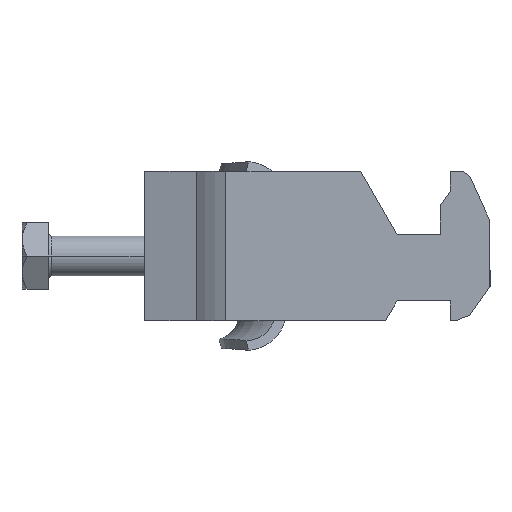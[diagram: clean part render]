
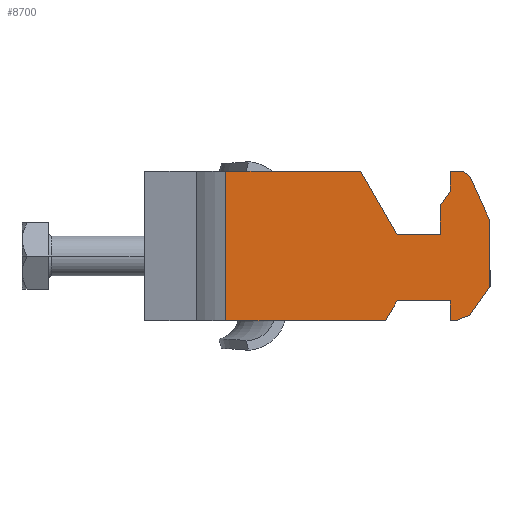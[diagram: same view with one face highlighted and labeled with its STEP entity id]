
A CAD part, left-side view. The second image highlights one B-rep face of the part: STEP entity #8700.
In plain terms, the highlighted planar face has unit normal (-1, 0, 0).
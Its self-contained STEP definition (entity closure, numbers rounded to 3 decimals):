
#145 = ORIENTED_EDGE ( 'NONE', *, *, #8181, .F. ) ;
#170 = CARTESIAN_POINT ( 'NONE',  ( -13.5, -46., 11.25 ) ) ;
#241 = LINE ( 'NONE', #2314, #3657 ) ;
#330 = CARTESIAN_POINT ( 'NONE',  ( -13.5, -55.665, -4.482 ) ) ;
#337 = CARTESIAN_POINT ( 'NONE',  ( -13.5, -12.208, 11.25 ) ) ;
#377 = CARTESIAN_POINT ( 'NONE',  ( -13.5, -91., 11.25 ) ) ;
#421 = EDGE_CURVE ( 'NONE', #7681, #6481, #6616, .T. ) ;
#479 = CARTESIAN_POINT ( 'NONE',  ( -13.5, -47.136, -14.075 ) ) ;
#774 = LINE ( 'NONE', #8203, #9231 ) ;
#814 = VECTOR ( 'NONE', #11915, 1000. ) ;
#893 = EDGE_CURVE ( 'NONE', #2472, #4397, #6600, .T. ) ;
#1330 = DIRECTION ( 'NONE',  ( 0., -0.407, -0.914 ) ) ;
#1332 = ORIENTED_EDGE ( 'NONE', *, *, #421, .F. ) ;
#1335 = EDGE_CURVE ( 'NONE', #2303, #8322, #12161, .T. ) ;
#1364 = LINE ( 'NONE', #5478, #8269 ) ;
#1394 = VERTEX_POINT ( 'NONE', #3592 ) ;
#1623 = ORIENTED_EDGE ( 'NONE', *, *, #12149, .F. ) ;
#1626 = CARTESIAN_POINT ( 'NONE',  ( -13.5, -38., 1.75 ) ) ;
#1683 = ORIENTED_EDGE ( 'NONE', *, *, #11471, .F. ) ;
#1819 = VECTOR ( 'NONE', #10327, 1000. ) ;
#1912 = VECTOR ( 'NONE', #8725, 1000. ) ;
#1963 = EDGE_CURVE ( 'NONE', #4756, #6217, #2605, .T. ) ;
#1987 = CARTESIAN_POINT ( 'NONE',  ( -13.5, -52., -6.075 ) ) ;
#2055 = EDGE_CURVE ( 'NONE', #10638, #3509, #774, .T. ) ;
#2112 = DIRECTION ( 'NONE',  ( 0., 0., 1. ) ) ;
#2132 = ORIENTED_EDGE ( 'NONE', *, *, #1963, .F. ) ;
#2258 = CARTESIAN_POINT ( 'NONE',  ( -13.5, -52., 3.75 ) ) ;
#2282 = ORIENTED_EDGE ( 'NONE', *, *, #12641, .F. ) ;
#2296 = DIRECTION ( 'NONE',  ( 1., 0., 0. ) ) ;
#2303 = VERTEX_POINT ( 'NONE', #12923 ) ;
#2314 = CARTESIAN_POINT ( 'NONE',  ( -13.5, -46., 11.25 ) ) ;
#2417 = LINE ( 'NONE', #8006, #11171 ) ;
#2472 = VERTEX_POINT ( 'NONE', #9018 ) ;
#2498 = EDGE_CURVE ( 'NONE', #11421, #11658, #12234, .T. ) ;
#2523 = CARTESIAN_POINT ( 'NONE',  ( -13.5, -49., -10.36 ) ) ;
#2552 = EDGE_CURVE ( 'NONE', #8322, #4756, #9270, .T. ) ;
#2578 = EDGE_CURVE ( 'NONE', #6481, #3509, #241, .T. ) ;
#2605 = LINE ( 'NONE', #7818, #814 ) ;
#2713 = DIRECTION ( 'NONE',  ( 0., 1., 0. ) ) ;
#2732 = EDGE_CURVE ( 'NONE', #8947, #11187, #2844, .T. ) ;
#2797 = DIRECTION ( 'NONE',  ( 0., 0.574, -0.819 ) ) ;
#2844 = LINE ( 'NONE', #2909, #10508 ) ;
#2909 = CARTESIAN_POINT ( 'NONE',  ( -13.5, -91., -11.25 ) ) ;
#2997 = DIRECTION ( 'NONE',  ( 0., 1., 0. ) ) ;
#3006 = DIRECTION ( 'NONE',  ( 0., 0., -1. ) ) ;
#3185 = ORIENTED_EDGE ( 'NONE', *, *, #2552, .F. ) ;
#3272 = LINE ( 'NONE', #4088, #7811 ) ;
#3489 = ORIENTED_EDGE ( 'NONE', *, *, #10636, .F. ) ;
#3497 = ORIENTED_EDGE ( 'NONE', *, *, #2578, .F. ) ;
#3509 = VERTEX_POINT ( 'NONE', #7344 ) ;
#3592 = CARTESIAN_POINT ( 'NONE',  ( -13.5, -32.515, 11.25 ) ) ;
#3634 = CARTESIAN_POINT ( 'NONE',  ( -13.5, -46., 8.25 ) ) ;
#3657 = VECTOR ( 'NONE', #5351, 1000. ) ;
#3690 = ORIENTED_EDGE ( 'NONE', *, *, #2732, .F. ) ;
#4088 = CARTESIAN_POINT ( 'NONE',  ( -13.5, -92.081, 8.821 ) ) ;
#4201 = ORIENTED_EDGE ( 'NONE', *, *, #11319, .F. ) ;
#4397 = VERTEX_POINT ( 'NONE', #2258 ) ;
#4459 = DIRECTION ( 'NONE',  ( 0., 0., 1. ) ) ;
#4460 = EDGE_LOOP ( 'NONE', ( #5155, #2132, #3185, #6801, #1683, #7255, #9096, #11402, #3489, #12021, #3497, #1332, #145, #4201, #1623, #12492, #2282, #3690 ) ) ;
#4480 = DIRECTION ( 'NONE',  ( 0., -0.5, -0.866 ) ) ;
#4536 = CARTESIAN_POINT ( 'NONE',  ( -13.5, -62.214, 31.406 ) ) ;
#4756 = VERTEX_POINT ( 'NONE', #8656 ) ;
#5155 = ORIENTED_EDGE ( 'NONE', *, *, #7691, .F. ) ;
#5299 = LINE ( 'NONE', #8419, #11620 ) ;
#5351 = DIRECTION ( 'NONE',  ( 0., 0., 1. ) ) ;
#5400 = CARTESIAN_POINT ( 'NONE',  ( -13.5, -12.208, -11.25 ) ) ;
#5458 = LINE ( 'NONE', #337, #9307 ) ;
#5470 = VERTEX_POINT ( 'NONE', #1626 ) ;
#5478 = CARTESIAN_POINT ( 'NONE',  ( -13.5, -73.233, -9.923 ) ) ;
#5510 = CARTESIAN_POINT ( 'NONE',  ( -13.5, -38., -8.25 ) ) ;
#5589 = VECTOR ( 'NONE', #11600, 1000. ) ;
#5767 = EDGE_CURVE ( 'NONE', #4397, #11421, #5299, .T. ) ;
#5845 = DIRECTION ( 'NONE',  ( 0., -1., 0. ) ) ;
#6217 = VERTEX_POINT ( 'NONE', #5510 ) ;
#6353 = CARTESIAN_POINT ( 'NONE',  ( -13.5, -59.694, 29.325 ) ) ;
#6481 = VERTEX_POINT ( 'NONE', #3634 ) ;
#6492 = FACE_OUTER_BOUND ( 'NONE', #4460, .T. ) ;
#6564 = PLANE ( 'NONE',  #6952 ) ;
#6600 = LINE ( 'NONE', #330, #13108 ) ;
#6616 = LINE ( 'NONE', #4536, #1912 ) ;
#6801 = ORIENTED_EDGE ( 'NONE', *, *, #1335, .F. ) ;
#6952 = AXIS2_PLACEMENT_3D ( 'NONE', #7584, #2296, #7447 ) ;
#7255 = ORIENTED_EDGE ( 'NONE', *, *, #2498, .F. ) ;
#7335 = DIRECTION ( 'NONE',  ( 0., 0.914, -0.407 ) ) ;
#7344 = CARTESIAN_POINT ( 'NONE',  ( -13.5, -46., 11.25 ) ) ;
#7386 = VECTOR ( 'NONE', #7470, 1000. ) ;
#7447 = DIRECTION ( 'NONE',  ( 0., 1., 0. ) ) ;
#7470 = DIRECTION ( 'NONE',  ( 0., 1., 0. ) ) ;
#7584 = CARTESIAN_POINT ( 'NONE',  ( -13.5, -91., 11.25 ) ) ;
#7620 = VERTEX_POINT ( 'NONE', #12412 ) ;
#7681 = VERTEX_POINT ( 'NONE', #11463 ) ;
#7691 = EDGE_CURVE ( 'NONE', #6217, #8947, #10588, .T. ) ;
#7811 = VECTOR ( 'NONE', #7335, 1000. ) ;
#7818 = CARTESIAN_POINT ( 'NONE',  ( -13.5, -91., -8.25 ) ) ;
#7945 = CARTESIAN_POINT ( 'NONE',  ( -13.5, -72.971, 23.874 ) ) ;
#7957 = VECTOR ( 'NONE', #2112, 1000. ) ;
#8006 = CARTESIAN_POINT ( 'NONE',  ( -13.5, -44.5, 11.25 ) ) ;
#8181 = EDGE_CURVE ( 'NONE', #7620, #7681, #2417, .T. ) ;
#8203 = CARTESIAN_POINT ( 'NONE',  ( -13.5, -91., 11.25 ) ) ;
#8269 = VECTOR ( 'NONE', #8864, 1000. ) ;
#8322 = VERTEX_POINT ( 'NONE', #12168 ) ;
#8419 = CARTESIAN_POINT ( 'NONE',  ( -13.5, -52., 11.25 ) ) ;
#8656 = CARTESIAN_POINT ( 'NONE',  ( -13.5, -46., -8.25 ) ) ;
#8667 = CARTESIAN_POINT ( 'NONE',  ( -13.5, -48., 11.25 ) ) ;
#8700 = ADVANCED_FACE ( 'NONE', ( #6492 ), #6564, .F. ) ;
#8725 = DIRECTION ( 'NONE',  ( 0., -0.574, 0.819 ) ) ;
#8864 = DIRECTION ( 'NONE',  ( 0., -0.766, -0.643 ) ) ;
#8901 = CARTESIAN_POINT ( 'NONE',  ( -13.5, -91., 1.75 ) ) ;
#8947 = VERTEX_POINT ( 'NONE', #10729 ) ;
#9018 = CARTESIAN_POINT ( 'NONE',  ( -13.5, -49.055, 10.365 ) ) ;
#9096 = ORIENTED_EDGE ( 'NONE', *, *, #5767, .F. ) ;
#9231 = VECTOR ( 'NONE', #2997, 1000. ) ;
#9270 = LINE ( 'NONE', #170, #7957 ) ;
#9307 = VECTOR ( 'NONE', #4459, 1000. ) ;
#9595 = LINE ( 'NONE', #479, #12098 ) ;
#9835 = LINE ( 'NONE', #8901, #13008 ) ;
#9878 = VECTOR ( 'NONE', #2797, 1000. ) ;
#10182 = VERTEX_POINT ( 'NONE', #10879 ) ;
#10327 = DIRECTION ( 'NONE',  ( 0., 1., 0. ) ) ;
#10508 = VECTOR ( 'NONE', #2713, 1000. ) ;
#10588 = LINE ( 'NONE', #6353, #5589 ) ;
#10636 = EDGE_CURVE ( 'NONE', #10638, #2472, #1364, .T. ) ;
#10638 = VERTEX_POINT ( 'NONE', #8667 ) ;
#10729 = CARTESIAN_POINT ( 'NONE',  ( -13.5, -36.268, -11.25 ) ) ;
#10879 = CARTESIAN_POINT ( 'NONE',  ( -13.5, -12.208, 11.25 ) ) ;
#11171 = VECTOR ( 'NONE', #12094, 1000. ) ;
#11187 = VERTEX_POINT ( 'NONE', #5400 ) ;
#11319 = EDGE_CURVE ( 'NONE', #5470, #7620, #9835, .T. ) ;
#11335 = CARTESIAN_POINT ( 'NONE',  ( -13.5, -91., -11.25 ) ) ;
#11402 = ORIENTED_EDGE ( 'NONE', *, *, #893, .F. ) ;
#11421 = VERTEX_POINT ( 'NONE', #1987 ) ;
#11463 = CARTESIAN_POINT ( 'NONE',  ( -13.5, -44.5, 6.108 ) ) ;
#11471 = EDGE_CURVE ( 'NONE', #11658, #2303, #3272, .T. ) ;
#11600 = DIRECTION ( 'NONE',  ( 0., 0.5, -0.866 ) ) ;
#11620 = VECTOR ( 'NONE', #3006, 1000. ) ;
#11629 = EDGE_CURVE ( 'NONE', #1394, #10182, #12719, .T. ) ;
#11658 = VERTEX_POINT ( 'NONE', #2523 ) ;
#11915 = DIRECTION ( 'NONE',  ( 0., 1., 0. ) ) ;
#12021 = ORIENTED_EDGE ( 'NONE', *, *, #2055, .T. ) ;
#12094 = DIRECTION ( 'NONE',  ( 0., 0., 1. ) ) ;
#12098 = VECTOR ( 'NONE', #4480, 1000. ) ;
#12149 = EDGE_CURVE ( 'NONE', #1394, #5470, #9595, .T. ) ;
#12161 = LINE ( 'NONE', #11335, #1819 ) ;
#12168 = CARTESIAN_POINT ( 'NONE',  ( -13.5, -46., -11.25 ) ) ;
#12234 = LINE ( 'NONE', #7945, #9878 ) ;
#12412 = CARTESIAN_POINT ( 'NONE',  ( -13.5, -44.5, 1.75 ) ) ;
#12492 = ORIENTED_EDGE ( 'NONE', *, *, #11629, .T. ) ;
#12641 = EDGE_CURVE ( 'NONE', #11187, #10182, #5458, .T. ) ;
#12719 = LINE ( 'NONE', #377, #7386 ) ;
#12923 = CARTESIAN_POINT ( 'NONE',  ( -13.5, -47., -11.25 ) ) ;
#13008 = VECTOR ( 'NONE', #5845, 1000. ) ;
#13108 = VECTOR ( 'NONE', #1330, 1000. ) ;
